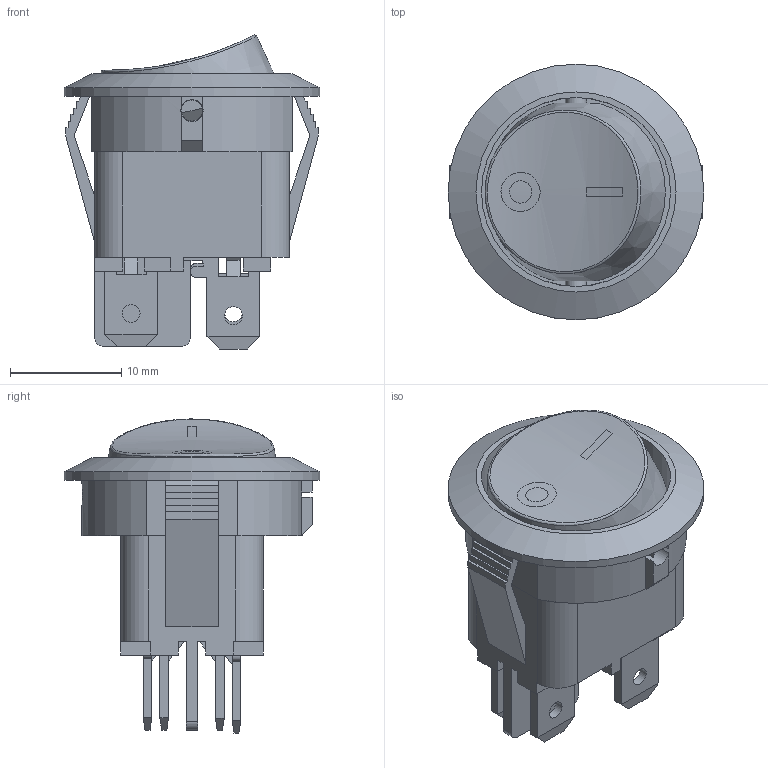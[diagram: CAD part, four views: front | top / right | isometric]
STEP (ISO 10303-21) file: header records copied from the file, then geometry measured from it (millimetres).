
FILE_DESCRIPTION((' '),'2;1');
FILE_NAME('RR812xxxx1.stp','2017-07-31T15:03:16',(' '),(' '),' ','ACIS',' ');
FILE_SCHEMA(('CONFIG_CONTROL_DESIGN'));
Length unit declared in the file: inch
Products named in the file (3): RR812xxxx1.stp; Body1; Body2
Assembly tree (2 placements, depth 2):
  RR812xxxx1.stp
    Body1
    Body2
Bounding box: 23 x 23 x 28.25 mm (x, y, z)
Volume: 3274.3 mm3; surface area: 4066.5 mm2
Topology: 2 solids, 2 shells, 1021 faces, 2798 edges, 1853 vertices
Faces by surface type: plane 680, bspline 299, cylinder 39, cone 2, sphere 1
Full cylindrical faces by diameter (mm): 1.6 x4, 1.9 x2, 2 x2, 2.1 x1, 2.3 x1, 3 x1, 4.6 x1, 17 x1, 23 x1
Entity records: 34729 total; most frequent: CARTESIAN_POINT 10442, ORIENTED_EDGE 5558, DIRECTION 3721, EDGE_CURVE 2779, VECTOR 2093, LINE 2093, VERTEX_POINT 1849, EDGE_LOOP 1136
